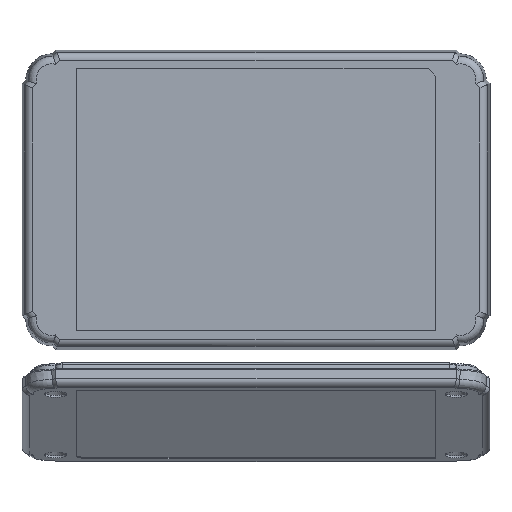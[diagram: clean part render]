
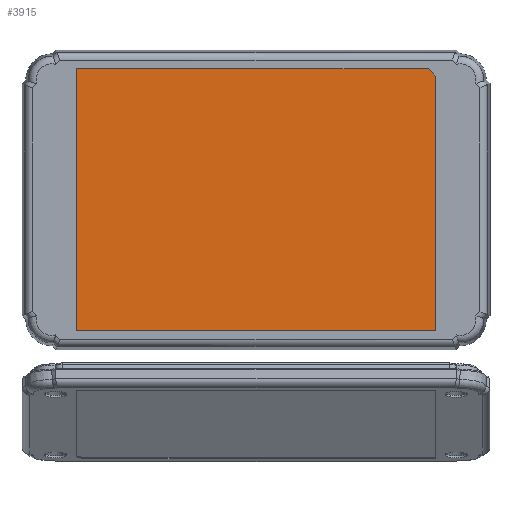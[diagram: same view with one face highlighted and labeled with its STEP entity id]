
A CAD part, top view. The second image highlights one B-rep face of the part: STEP entity #3915.
In plain terms, the highlighted planar face has unit normal (0, 0, 1).
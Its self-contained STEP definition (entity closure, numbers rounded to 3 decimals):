
#3801 = VERTEX_POINT('',#3802);
#3802 = CARTESIAN_POINT('',(-48.,-35.,29.7));
#3808 = EDGE_CURVE('',#3809,#3801,#3811,.T.);
#3809 = VERTEX_POINT('',#3810);
#3810 = CARTESIAN_POINT('',(-48.,35.,29.7));
#3811 = LINE('',#3812,#3813);
#3812 = CARTESIAN_POINT('',(-48.,35.,29.7));
#3813 = VECTOR('',#3814,1.);
#3814 = DIRECTION('',(0.,-1.,0.));
#3832 = EDGE_CURVE('',#3833,#3809,#3835,.T.);
#3833 = VERTEX_POINT('',#3834);
#3834 = CARTESIAN_POINT('',(46.,35.,29.7));
#3835 = LINE('',#3836,#3837);
#3836 = CARTESIAN_POINT('',(46.,35.,29.7));
#3837 = VECTOR('',#3838,1.);
#3838 = DIRECTION('',(-1.,0.,0.));
#3856 = EDGE_CURVE('',#3857,#3833,#3859,.T.);
#3857 = VERTEX_POINT('',#3858);
#3858 = CARTESIAN_POINT('',(48.,33.,29.7));
#3859 = LINE('',#3860,#3861);
#3860 = CARTESIAN_POINT('',(48.,33.,29.7));
#3861 = VECTOR('',#3862,1.);
#3862 = DIRECTION('',(-0.707,0.707,0.));
#3880 = EDGE_CURVE('',#3881,#3857,#3883,.T.);
#3881 = VERTEX_POINT('',#3882);
#3882 = CARTESIAN_POINT('',(48.,-35.,29.7));
#3883 = LINE('',#3884,#3885);
#3884 = CARTESIAN_POINT('',(48.,-35.,29.7));
#3885 = VECTOR('',#3886,1.);
#3886 = DIRECTION('',(0.,1.,0.));
#3904 = EDGE_CURVE('',#3801,#3881,#3905,.T.);
#3905 = LINE('',#3906,#3907);
#3906 = CARTESIAN_POINT('',(-48.,-35.,29.7));
#3907 = VECTOR('',#3908,1.);
#3908 = DIRECTION('',(1.,0.,0.));
#3915 = ADVANCED_FACE('',(#3916),#3923,.T.);
#3916 = FACE_BOUND('',#3917,.T.);
#3917 = EDGE_LOOP('',(#3918,#3919,#3920,#3921,#3922));
#3918 = ORIENTED_EDGE('',*,*,#3808,.T.);
#3919 = ORIENTED_EDGE('',*,*,#3904,.T.);
#3920 = ORIENTED_EDGE('',*,*,#3880,.T.);
#3921 = ORIENTED_EDGE('',*,*,#3856,.T.);
#3922 = ORIENTED_EDGE('',*,*,#3832,.T.);
#3923 = PLANE('',#3924);
#3924 = AXIS2_PLACEMENT_3D('',#3925,#3926,#3927);
#3925 = CARTESIAN_POINT('',(-48.,35.,29.7));
#3926 = DIRECTION('',(0.,0.,1.));
#3927 = DIRECTION('',(1.,0.,-0.));
